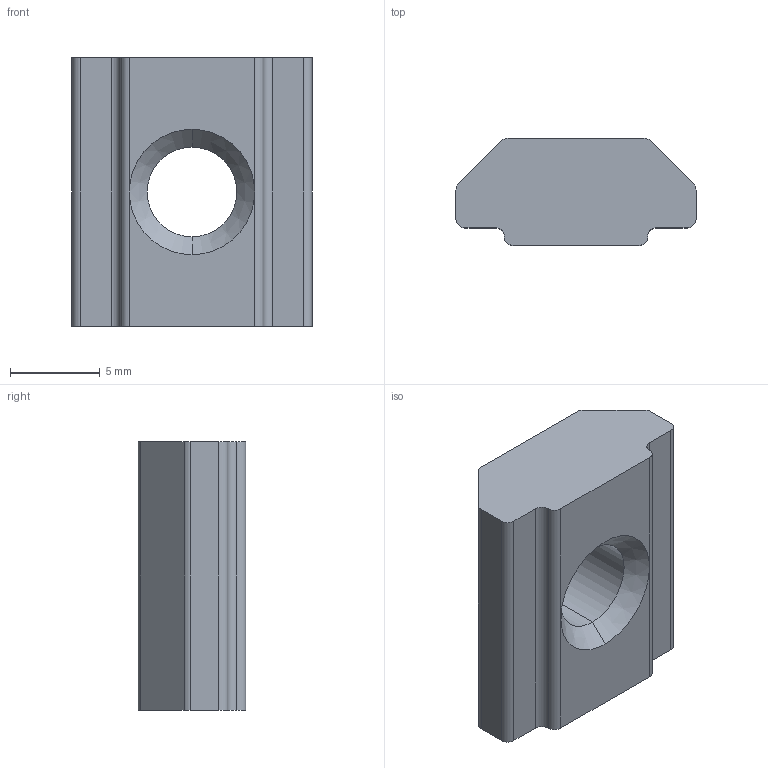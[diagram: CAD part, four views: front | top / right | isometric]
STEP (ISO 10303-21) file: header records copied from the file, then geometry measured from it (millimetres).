
FILE_DESCRIPTION (( 'STEP AP214' ), '1' );
FILE_NAME ('A350 Ñóõàðü ïàçîâûé Ì6, ïàç 8.STEP', '2019-09-17T09:30:52', ( 'Windows User' ), ( '' ), 'SwSTEP 2.0', 'SolidWorks 2018', '' );
FILE_SCHEMA (( 'AUTOMOTIVE_DESIGN' ));
Length unit declared in the file: millimetre
Products named in the file (1): A350 Ñóõàðü ïàçîâûé Ì6, ïàç 8
Bounding box: 13.4 x 6 x 15 mm (x, y, z)
Volume: 878.1 mm3; surface area: 688.3 mm2
Topology: 1 solids, 1 shells, 27 faces, 72 edges, 46 vertices
Faces by surface type: cylinder 12, plane 11, cone 4
Entity records: 908 total; most frequent: DIRECTION 158, CARTESIAN_POINT 146, ORIENTED_EDGE 144, EDGE_CURVE 72, AXIS2_PLACEMENT_3D 58, VERTEX_POINT 46, VECTOR 42, LINE 42
